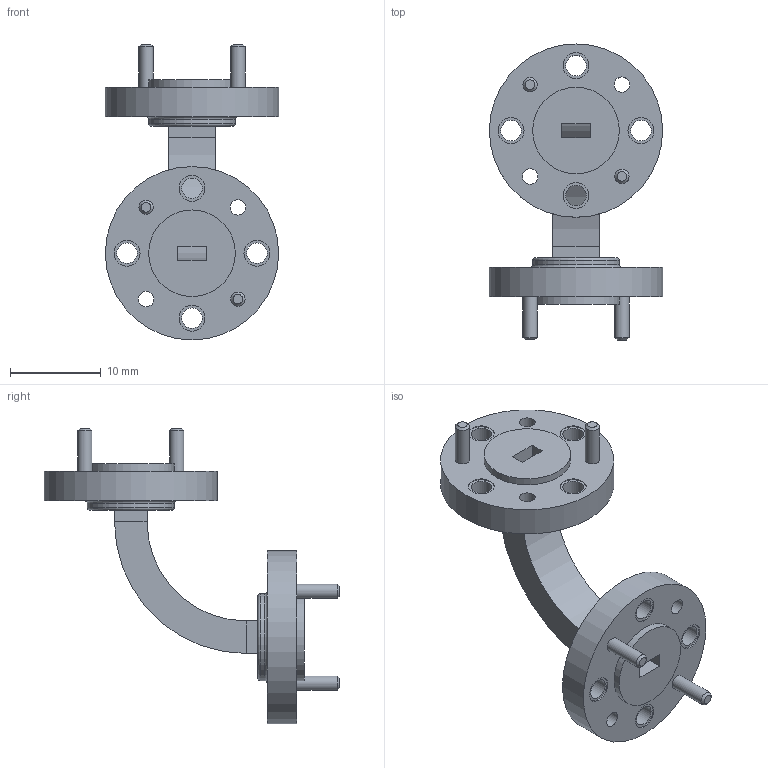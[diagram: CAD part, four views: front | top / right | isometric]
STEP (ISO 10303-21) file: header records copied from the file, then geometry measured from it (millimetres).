
FILE_DESCRIPTION (( 'STEP AP203' ), '1' );
FILE_NAME ('PE-W12B001_3D.step', '2020-10-14T17:46:12', ( '' ), ( '' ), 'SwSTEP 2.0', 'SolidWorks 2018', '' );
FILE_SCHEMA (( 'CONFIG_CONTROL_DESIGN' ));
Length unit declared in the file: inch
Products named in the file (1): PE-W12B001_3D
Bounding box: 19.05 x 32.51 x 32.51 mm (x, y, z)
Volume: 2267.6 mm3; surface area: 2540.2 mm2
Topology: 1 solids, 1 shells, 98 faces, 196 edges, 126 vertices
Faces by surface type: plane 48, cylinder 42, cone 4, torus 4
Full cylindrical faces by diameter (mm): 1.562 x4, 1.702 x4, 2.261 x8, 2.845 x16, 9.525 x4, 19.05 x2
Entity records: 2371 total; most frequent: DIRECTION 430, CARTESIAN_POINT 355, ORIENTED_EDGE 280, EDGE_LOOP 196, AXIS2_PLACEMENT_3D 191, FACE_OUTER_BOUND 140, EDGE_CURVE 140, VERTEX_POINT 116
